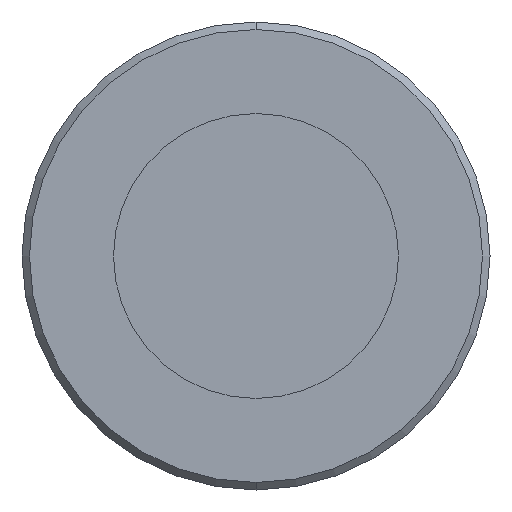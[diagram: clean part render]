
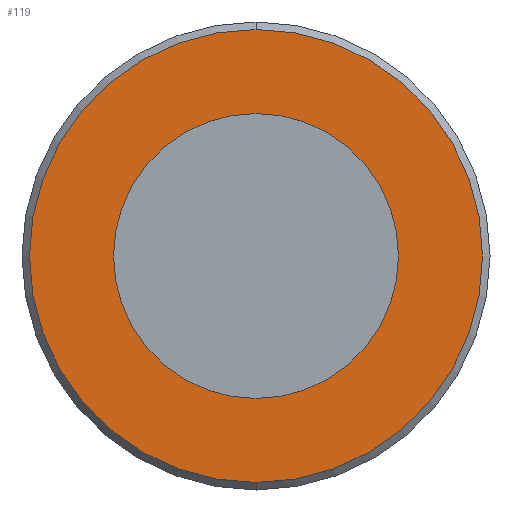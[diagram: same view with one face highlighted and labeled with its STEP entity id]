
A CAD part, front view. The second image highlights one B-rep face of the part: STEP entity #119.
In plain terms, the highlighted planar face has unit normal (0, -1, 0).
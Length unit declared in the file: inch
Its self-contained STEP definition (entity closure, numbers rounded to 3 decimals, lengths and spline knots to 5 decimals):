
#24 = EDGE_CURVE ( 'NONE', #159, #207, #260, .T. ) ;
#34 = EDGE_CURVE ( 'NONE', #175, #174, #257, .T. ) ;
#36 = ORIENTED_EDGE ( 'NONE', *, *, #24, .F. ) ;
#37 = ORIENTED_EDGE ( 'NONE', *, *, #34, .T. ) ;
#38 = EDGE_CURVE ( 'NONE', #207, #159, #284, .T. ) ;
#45 = ORIENTED_EDGE ( 'NONE', *, *, #38, .F. ) ;
#118 = EDGE_LOOP ( 'NONE', ( #36, #45 ) ) ;
#119 = ADVANCED_FACE ( 'NONE', ( #414, #390 ), #387, .T. ) ;
#120 = EDGE_LOOP ( 'NONE', ( #37, #121 ) ) ;
#121 = ORIENTED_EDGE ( 'NONE', *, *, #241, .T. ) ;
#159 = VERTEX_POINT ( 'NONE', #341 ) ;
#174 = VERTEX_POINT ( 'NONE', #425 ) ;
#175 = VERTEX_POINT ( 'NONE', #424 ) ;
#185 = AXIS2_PLACEMENT_3D ( 'NONE', #190, #288, #287 ) ;
#186 = DIRECTION ( 'NONE',  ( 0., 0., -1. ) ) ;
#187 = DIRECTION ( 'NONE',  ( 0., -1., 0. ) ) ;
#188 = CARTESIAN_POINT ( 'NONE',  ( 0., 1., 0. ) ) ;
#189 = AXIS2_PLACEMENT_3D ( 'NONE', #188, #187, #186 ) ;
#190 = CARTESIAN_POINT ( 'NONE',  ( 0., 1., 0. ) ) ;
#191 = CARTESIAN_POINT ( 'NONE',  ( 0., 1., 0. ) ) ;
#207 = VERTEX_POINT ( 'NONE', #423 ) ;
#241 = EDGE_CURVE ( 'NONE', #174, #175, #489, .T. ) ;
#257 = CIRCLE ( 'NONE', #185, 0.151 ) ;
#260 = CIRCLE ( 'NONE', #189, 0.095 ) ;
#281 = DIRECTION ( 'NONE',  ( 0., 0., -1. ) ) ;
#282 = DIRECTION ( 'NONE',  ( 0., -1., 0. ) ) ;
#283 = AXIS2_PLACEMENT_3D ( 'NONE', #191, #282, #281 ) ;
#284 = CIRCLE ( 'NONE', #283, 0.095 ) ;
#287 = DIRECTION ( 'NONE',  ( 0., 0., -1. ) ) ;
#288 = DIRECTION ( 'NONE',  ( 0., -1., 0. ) ) ;
#341 = CARTESIAN_POINT ( 'NONE',  ( 0., 1., -0.095 ) ) ;
#348 = DIRECTION ( 'NONE',  ( 0., 0., -1. ) ) ;
#349 = DIRECTION ( 'NONE',  ( 0., -1., 0. ) ) ;
#350 = CARTESIAN_POINT ( 'NONE',  ( 0.095, 1., 0. ) ) ;
#365 = AXIS2_PLACEMENT_3D ( 'NONE', #350, #349, #348 ) ;
#387 = PLANE ( 'NONE',  #365 ) ;
#390 = FACE_BOUND ( 'NONE', #118, .T. ) ;
#414 = FACE_OUTER_BOUND ( 'NONE', #120, .T. ) ;
#423 = CARTESIAN_POINT ( 'NONE',  ( 0., 1., 0.095 ) ) ;
#424 = CARTESIAN_POINT ( 'NONE',  ( 0., 1., 0.151 ) ) ;
#425 = CARTESIAN_POINT ( 'NONE',  ( 0., 1., -0.151 ) ) ;
#463 = CARTESIAN_POINT ( 'NONE',  ( 0., 1., 0. ) ) ;
#489 = CIRCLE ( 'NONE', #537, 0.151 ) ;
#535 = DIRECTION ( 'NONE',  ( 0., 0., -1. ) ) ;
#536 = DIRECTION ( 'NONE',  ( 0., -1., 0. ) ) ;
#537 = AXIS2_PLACEMENT_3D ( 'NONE', #463, #536, #535 ) ;
